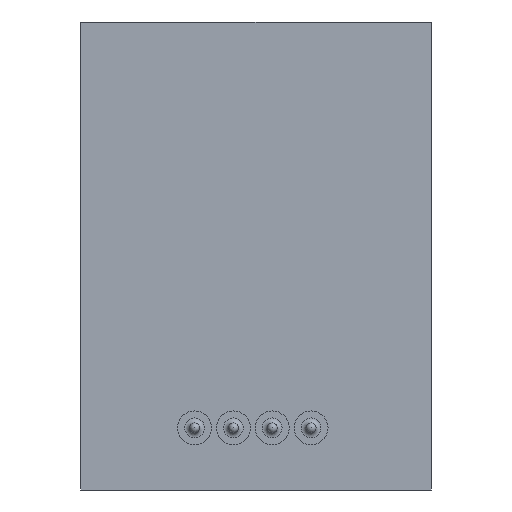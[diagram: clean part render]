
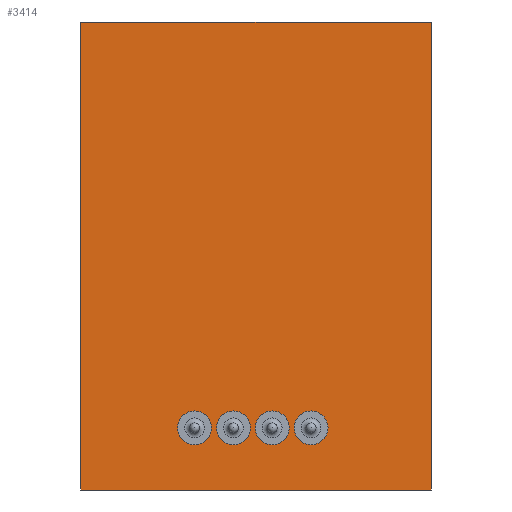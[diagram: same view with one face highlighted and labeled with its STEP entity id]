
A CAD part, front view. The second image highlights one B-rep face of the part: STEP entity #3414.
In plain terms, the highlighted planar face has unit normal (0, -1, 0).
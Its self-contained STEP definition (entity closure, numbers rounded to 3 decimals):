
#170=FACE_BOUND('',#698,.T.);
#171=FACE_BOUND('',#699,.T.);
#172=FACE_BOUND('',#700,.T.);
#173=FACE_BOUND('',#701,.T.);
#299=PLANE('',#3874);
#485=FACE_OUTER_BOUND('',#697,.T.);
#697=EDGE_LOOP('',(#3015,#3016,#3017,#3018));
#698=EDGE_LOOP('',(#3019));
#699=EDGE_LOOP('',(#3020));
#700=EDGE_LOOP('',(#3021));
#701=EDGE_LOOP('',(#3022));
#999=LINE('',#5588,#1376);
#1019=LINE('',#5645,#1396);
#1021=LINE('',#5649,#1398);
#1023=LINE('',#5652,#1400);
#1376=VECTOR('',#4634,10.);
#1396=VECTOR('',#4690,10.);
#1398=VECTOR('',#4694,10.);
#1400=VECTOR('',#4698,10.);
#1562=CIRCLE('',#3860,1.2);
#1564=CIRCLE('',#3863,1.2);
#1566=CIRCLE('',#3866,1.2);
#1568=CIRCLE('',#3869,1.2);
#1789=VERTEX_POINT('',#5582);
#1791=VERTEX_POINT('',#5586);
#1802=VERTEX_POINT('',#5620);
#1804=VERTEX_POINT('',#5626);
#1806=VERTEX_POINT('',#5632);
#1808=VERTEX_POINT('',#5638);
#1810=VERTEX_POINT('',#5644);
#1811=VERTEX_POINT('',#5648);
#2197=EDGE_CURVE('',#1789,#1791,#999,.T.);
#2213=EDGE_CURVE('',#1802,#1802,#1562,.T.);
#2216=EDGE_CURVE('',#1804,#1804,#1564,.T.);
#2219=EDGE_CURVE('',#1806,#1806,#1566,.T.);
#2222=EDGE_CURVE('',#1808,#1808,#1568,.T.);
#2225=EDGE_CURVE('',#1810,#1789,#1019,.T.);
#2227=EDGE_CURVE('',#1811,#1810,#1021,.T.);
#2229=EDGE_CURVE('',#1811,#1791,#1023,.T.);
#3015=ORIENTED_EDGE('',*,*,#2229,.F.);
#3016=ORIENTED_EDGE('',*,*,#2227,.T.);
#3017=ORIENTED_EDGE('',*,*,#2225,.T.);
#3018=ORIENTED_EDGE('',*,*,#2197,.T.);
#3019=ORIENTED_EDGE('',*,*,#2222,.T.);
#3020=ORIENTED_EDGE('',*,*,#2219,.T.);
#3021=ORIENTED_EDGE('',*,*,#2216,.T.);
#3022=ORIENTED_EDGE('',*,*,#2213,.T.);
#3414=ADVANCED_FACE('',(#485,#170,#171,#172,#173),#299,.T.);
#3860=AXIS2_PLACEMENT_3D('',#5621,#4662,#4663);
#3863=AXIS2_PLACEMENT_3D('',#5627,#4669,#4670);
#3866=AXIS2_PLACEMENT_3D('',#5633,#4676,#4677);
#3869=AXIS2_PLACEMENT_3D('',#5639,#4683,#4684);
#3874=AXIS2_PLACEMENT_3D('',#5653,#4699,#4700);
#4634=DIRECTION('',(-1.,0.,0.));
#4662=DIRECTION('center_axis',(0.,1.,0.));
#4663=DIRECTION('ref_axis',(1.,0.,0.));
#4669=DIRECTION('center_axis',(0.,1.,0.));
#4670=DIRECTION('ref_axis',(1.,0.,0.));
#4676=DIRECTION('center_axis',(0.,1.,0.));
#4677=DIRECTION('ref_axis',(1.,0.,0.));
#4683=DIRECTION('center_axis',(0.,1.,0.));
#4684=DIRECTION('ref_axis',(1.,0.,0.));
#4690=DIRECTION('',(0.,0.,1.));
#4694=DIRECTION('',(1.,0.,0.));
#4698=DIRECTION('',(0.,0.,1.));
#4699=DIRECTION('center_axis',(0.,-1.,0.));
#4700=DIRECTION('ref_axis',(1.,0.,0.));
#5582=CARTESIAN_POINT('',(-32.929,-0.761,45.852));
#5586=CARTESIAN_POINT('',(-57.729,-0.761,45.852));
#5588=CARTESIAN_POINT('',(-32.929,-0.761,45.852));
#5620=CARTESIAN_POINT('',(-50.879,-0.761,17.103));
#5621=CARTESIAN_POINT('Origin',(-49.679,-0.761,17.103));
#5626=CARTESIAN_POINT('',(-42.629,-0.761,17.103));
#5627=CARTESIAN_POINT('Origin',(-41.429,-0.761,17.103));
#5632=CARTESIAN_POINT('',(-48.129,-0.761,17.103));
#5633=CARTESIAN_POINT('Origin',(-46.929,-0.761,17.103));
#5638=CARTESIAN_POINT('',(-45.379,-0.761,17.103));
#5639=CARTESIAN_POINT('Origin',(-44.179,-0.761,17.103));
#5644=CARTESIAN_POINT('',(-32.929,-0.761,12.703));
#5645=CARTESIAN_POINT('',(-32.929,-0.761,12.703));
#5648=CARTESIAN_POINT('',(-57.729,-0.761,12.703));
#5649=CARTESIAN_POINT('',(-57.729,-0.761,12.703));
#5652=CARTESIAN_POINT('',(-57.729,-0.761,45.852));
#5653=CARTESIAN_POINT('Origin',(-45.329,-0.761,27.603));
